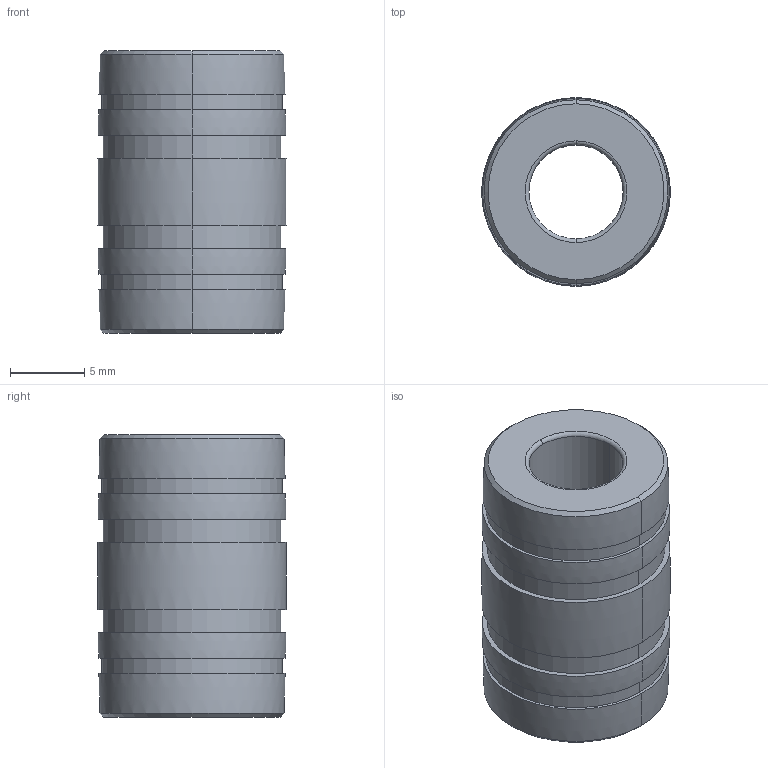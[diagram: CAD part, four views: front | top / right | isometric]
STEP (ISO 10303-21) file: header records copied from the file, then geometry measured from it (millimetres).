
FILE_DESCRIPTION (( 'STEP AP203' ), '1' );
FILE_NAME ('9533T1.step', '2016-03-18T15:18:48', ( '' ), ( '' ), 'SwSTEP 2.0', 'SolidWorks 2014', '' );
FILE_SCHEMA (( 'CONFIG_CONTROL_DESIGN' ));
Length unit declared in the file: inch
Products named in the file (1): 9533T1
Bounding box: 12.7 x 12.7 x 19.05 mm (x, y, z)
Volume: 1710.6 mm3; surface area: 1370.6 mm2
Topology: 1 solids, 1 shells, 38 faces, 80 edges, 52 vertices
Faces by surface type: torus 14, cylinder 10, plane 10, cone 4
Entity records: 1141 total; most frequent: DIRECTION 224, CARTESIAN_POINT 171, ORIENTED_EDGE 160, AXIS2_PLACEMENT_3D 105, EDGE_CURVE 80, CIRCLE 66, VERTEX_POINT 52, EDGE_LOOP 48
